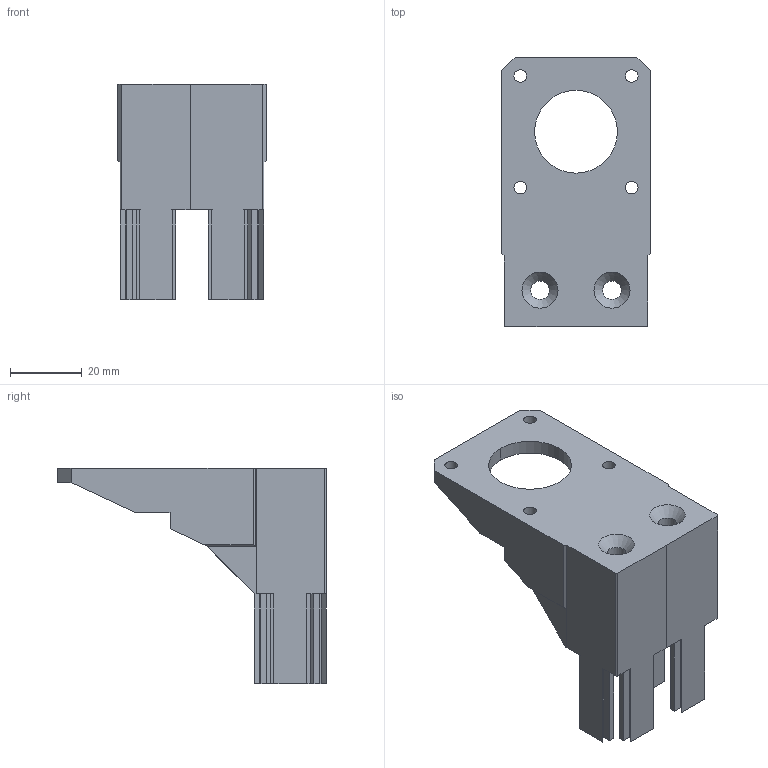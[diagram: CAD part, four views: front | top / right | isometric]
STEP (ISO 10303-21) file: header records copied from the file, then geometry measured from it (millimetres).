
FILE_DESCRIPTION(/* description */ ('STEP AP242','CAx-IF Rec.Pracs.---Representation and Presentation of Product Manufacturing Information (PMI)---4.0---2014-10-13','CAx-IF Rec.Pracs.---3D Tessellated Geometry---0.4---2014-09-14','2;1'),/* implementation_level */ '2;1');
FILE_NAME(/* name */ 'Printed parts - motor mount 1',/* time_stamp */ '2025-06-17T08:46:00Z',/* author */ (''),/* organization */ (''),/* preprocessor_version */ 'ST-DEVELOPER v20',/* originating_system */ 'ONSHAPE BY PTC INC, 1.199',/* authorisation */ ' ');
FILE_SCHEMA (('AP242_MANAGED_MODEL_BASED_3D_ENGINEERING_MIM_LF { 1 0 10303 442 1 1 4 }'));
Length unit declared in the file: metre
Products named in the file (1): motor mount 1
Bounding box: 41.3 x 74.66 x 59.92 mm (x, y, z)
Volume: 56962.3 mm3; surface area: 17974.2 mm2
Topology: 1 solids, 1 shells, 120 faces, 353 edges, 235 vertices
Faces by surface type: plane 108, cylinder 10, cone 2
Full cylindrical faces by diameter (mm): 3.5 x4, 5.2 x2
Entity records: 3914 total; most frequent: CARTESIAN_POINT 770, ORIENTED_EDGE 678, DIRECTION 576, EDGE_CURVE 339, LINE 290, VECTOR 290, VERTEX_POINT 229, AXIS2_PLACEMENT_3D 143
